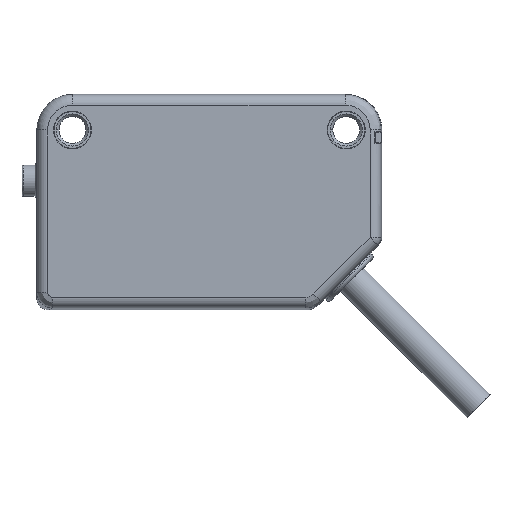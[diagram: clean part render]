
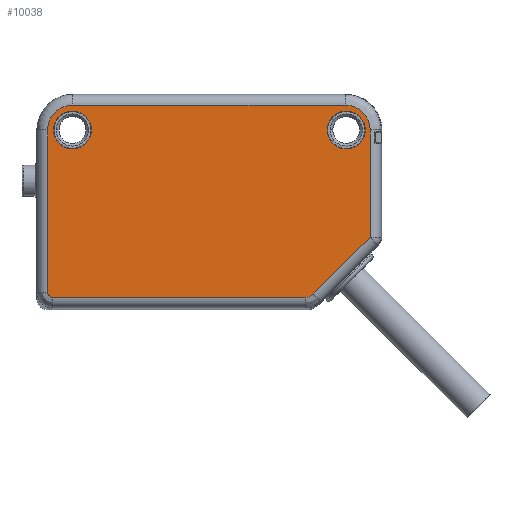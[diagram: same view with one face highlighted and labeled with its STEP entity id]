
A CAD part, left-side view. The second image highlights one B-rep face of the part: STEP entity #10038.
In plain terms, the highlighted planar face has unit normal (-1, 0, 0).
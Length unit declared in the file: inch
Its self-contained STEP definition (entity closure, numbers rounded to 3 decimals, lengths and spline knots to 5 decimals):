
#1=DIRECTION('',(0.,-0.707,0.707));
#2=VECTOR('',#1,0.29317);
#3=CARTESIAN_POINT('',(-0.23622,-0.37981,
-0.33524));
#4=LINE('',#3,#2);
#5=CARTESIAN_POINT('',(-0.23622,-0.35197,
-0.34677));
#6=CARTESIAN_POINT('',(-0.23622,-0.35344,
-0.34677));
#7=CARTESIAN_POINT('',(-0.23622,-0.35636,
-0.3466));
#8=CARTESIAN_POINT('',(-0.23622,-0.36072,
-0.34587));
#9=CARTESIAN_POINT('',(-0.23622,-0.36499,
-0.34464));
#10=CARTESIAN_POINT('',(-0.23622,-0.3691,
-0.34294));
#11=CARTESIAN_POINT('',(-0.23622,-0.37298,
-0.34079));
#12=CARTESIAN_POINT('',(-0.23622,-0.37659,
-0.33822));
#13=CARTESIAN_POINT('',(-0.23622,-0.37877,
-0.33627));
#14=CARTESIAN_POINT('',(-0.23622,-0.37981,
-0.33524));
#16=DIRECTION('',(0.,-1.,0.));
#17=VECTOR('',#16,0.92445);
#18=CARTESIAN_POINT('',(-0.23622,0.57248,
-0.34677));
#19=LINE('',#18,#17);
#20=CARTESIAN_POINT('',(-0.23622,0.59055,
-0.32868));
#21=CARTESIAN_POINT('',(-0.23622,0.59055,
-0.32953));
#22=CARTESIAN_POINT('',(-0.23622,0.59043,
-0.33124));
#23=CARTESIAN_POINT('',(-0.23622,0.58988,
-0.33378));
#24=CARTESIAN_POINT('',(-0.23622,0.58898,
-0.33621));
#25=CARTESIAN_POINT('',(-0.23622,0.58774,
-0.33849));
#26=CARTESIAN_POINT('',(-0.23622,0.58619,
-0.34057));
#27=CARTESIAN_POINT('',(-0.23622,0.58435,
-0.3424));
#28=CARTESIAN_POINT('',(-0.23622,0.58228,
-0.34395));
#29=CARTESIAN_POINT('',(-0.23622,0.58001,
-0.34519));
#30=CARTESIAN_POINT('',(-0.23622,0.57757,
-0.3461));
#31=CARTESIAN_POINT('',(-0.23622,0.57503,
-0.34665));
#32=CARTESIAN_POINT('',(-0.23622,0.57333,
-0.34677));
#33=CARTESIAN_POINT('',(-0.23622,0.57248,
-0.34677));
#35=CARTESIAN_POINT('',(-0.23622,0.5,0.26378));
#36=DIRECTION('',(-1.,0.,0.));
#37=DIRECTION('',(0.,0.,1.));
#38=AXIS2_PLACEMENT_3D('',#35,#36,#37);
#40=DIRECTION('',(0.,1.,0.));
#41=VECTOR('',#40,0.99654);
#42=CARTESIAN_POINT('',(-0.23622,-0.49654,
0.35433));
#43=LINE('',#42,#41);
#44=CARTESIAN_POINT('',(-0.23622,-0.58711,
0.26378));
#45=CARTESIAN_POINT('',(-0.23622,-0.58711,
0.26692));
#46=CARTESIAN_POINT('',(-0.23622,-0.58678,
0.27318));
#47=CARTESIAN_POINT('',(-0.23622,-0.58531,
0.28256));
#48=CARTESIAN_POINT('',(-0.23622,-0.58285,
0.29175));
#49=CARTESIAN_POINT('',(-0.23622,-0.57945,
0.30063));
#50=CARTESIAN_POINT('',(-0.23622,-0.57514,
0.3091));
#51=CARTESIAN_POINT('',(-0.23622,-0.56996,
0.31708));
#52=CARTESIAN_POINT('',(-0.23622,-0.56397,
0.32448));
#53=CARTESIAN_POINT('',(-0.23622,-0.55725,
0.3312));
#54=CARTESIAN_POINT('',(-0.23622,-0.54985,
0.33719));
#55=CARTESIAN_POINT('',(-0.23622,-0.54187,
0.34236));
#56=CARTESIAN_POINT('',(-0.23622,-0.5334,
0.34667));
#57=CARTESIAN_POINT('',(-0.23622,-0.52452,
0.35008));
#58=CARTESIAN_POINT('',(-0.23622,-0.51533,
0.35253));
#59=CARTESIAN_POINT('',(-0.23622,-0.50594,
0.35401));
#60=CARTESIAN_POINT('',(-0.23622,-0.49968,
0.35433));
#61=CARTESIAN_POINT('',(-0.23622,-0.49654,
0.35433));
#63=CARTESIAN_POINT('',(-0.23622,0.5,0.26378));
#64=DIRECTION('',(1.,0.,0.));
#65=DIRECTION('',(0.,0.,-1.));
#66=AXIS2_PLACEMENT_3D('',#63,#64,#65);
#68=CARTESIAN_POINT('',(-0.23622,0.5,0.26378));
#69=DIRECTION('',(1.,0.,0.));
#70=DIRECTION('',(0.,0.,1.));
#71=AXIS2_PLACEMENT_3D('',#68,#69,#70);
#73=CARTESIAN_POINT('',(-0.23622,-0.5,0.26378));
#74=DIRECTION('',(1.,0.,0.));
#75=DIRECTION('',(0.,0.,-1.));
#76=AXIS2_PLACEMENT_3D('',#73,#74,#75);
#78=CARTESIAN_POINT('',(-0.23622,-0.5,0.26378));
#79=DIRECTION('',(1.,0.,0.));
#80=DIRECTION('',(0.,0.,1.));
#81=AXIS2_PLACEMENT_3D('',#78,#79,#80);
#87=DIRECTION('',(0.,0.,1.));
#88=VECTOR('',#87,0.39172);
#89=CARTESIAN_POINT('',(-0.23622,-0.58711,
-0.12794));
#90=LINE('',#89,#88);
#339=DIRECTION('',(0.,0.,-1.));
#340=VECTOR('',#339,0.59246);
#341=CARTESIAN_POINT('',(-0.23622,0.59055,
0.26378));
#342=LINE('',#341,#340);
#8711=VERTEX_POINT('',#44);
#8712=VERTEX_POINT('',#61);
#8715=CARTESIAN_POINT('',(-0.23622,0.5,0.35433));
#8716=VERTEX_POINT('',#8715);
#9185=CARTESIAN_POINT('',(-0.23622,-0.5,0.33307));
#9186=CARTESIAN_POINT('',(-0.23622,-0.5,0.19449));
#9187=VERTEX_POINT('',#9185);
#9188=VERTEX_POINT('',#9186);
#9189=CARTESIAN_POINT('',(-0.23622,0.5,0.33307));
#9190=CARTESIAN_POINT('',(-0.23622,0.5,0.19449));
#9191=VERTEX_POINT('',#9189);
#9192=VERTEX_POINT('',#9190);
#9212=CARTESIAN_POINT('',(-0.23622,0.59055,
0.26378));
#9213=VERTEX_POINT('',#9212);
#9603=CARTESIAN_POINT('',(-0.23622,-0.58711,
-0.12794));
#9605=VERTEX_POINT('',#9603);
#9786=CARTESIAN_POINT('',(-0.23622,-0.37981,
-0.33524));
#9787=VERTEX_POINT('',#9786);
#9792=VERTEX_POINT('',#20);
#9793=VERTEX_POINT('',#33);
#9796=CARTESIAN_POINT('',(-0.23622,-0.35197,
-0.34677));
#9797=VERTEX_POINT('',#9796);
#10001=CARTESIAN_POINT('',(-0.23622,0.,0.));
#10002=DIRECTION('',(1.,0.,0.));
#10003=DIRECTION('',(0.,0.,-1.));
#10004=AXIS2_PLACEMENT_3D('',#10001,#10002,#10003);
#10005=PLANE('',#10004);
#10007=ORIENTED_EDGE('',*,*,#10006,.F.);
#10009=ORIENTED_EDGE('',*,*,#10008,.F.);
#10011=ORIENTED_EDGE('',*,*,#10010,.F.);
#10013=ORIENTED_EDGE('',*,*,#10012,.F.);
#10015=ORIENTED_EDGE('',*,*,#10014,.F.);
#10017=ORIENTED_EDGE('',*,*,#10016,.F.);
#10019=ORIENTED_EDGE('',*,*,#10018,.F.);
#10021=ORIENTED_EDGE('',*,*,#10020,.F.);
#10023=ORIENTED_EDGE('',*,*,#10022,.F.);
#10024=EDGE_LOOP('',(#10007,#10009,#10011,#10013,#10015,#10017,#10019,#10021,
#10023));
#10025=FACE_OUTER_BOUND('',#10024,.F.);
#10027=ORIENTED_EDGE('',*,*,#10026,.F.);
#10029=ORIENTED_EDGE('',*,*,#10028,.F.);
#10030=EDGE_LOOP('',(#10027,#10029));
#10031=FACE_BOUND('',#10030,.F.);
#10033=ORIENTED_EDGE('',*,*,#10032,.F.);
#10035=ORIENTED_EDGE('',*,*,#10034,.F.);
#10036=EDGE_LOOP('',(#10033,#10035));
#10037=FACE_BOUND('',#10036,.F.);
#10038=ADVANCED_FACE('',(#10025,#10031,#10037),#10005,.F.);
#15=B_SPLINE_CURVE_WITH_KNOTS('',3,(#5,#6,#7,#8,#9,#10,#11,#12,#13,#14),
.UNSPECIFIED.,.F.,.F.,(4,1,1,1,1,1,1,4),(0.,0.14286,
0.28571,0.42857,0.57143,0.71429,
0.85714,1.),.UNSPECIFIED.);
#34=B_SPLINE_CURVE_WITH_KNOTS('',3,(#20,#21,#22,#23,#24,#25,#26,#27,#28,#29,#30,
#31,#32,#33),.UNSPECIFIED.,.F.,.F.,(4,1,1,1,1,1,1,1,1,1,1,4),(0.,
0.09091,0.18182,0.27273,0.36364,
0.45455,0.54545,0.63636,0.72727,
0.81818,0.90909,1.),.UNSPECIFIED.);
#39=CIRCLE('',#38,0.09055);
#62=B_SPLINE_CURVE_WITH_KNOTS('',3,(#44,#45,#46,#47,#48,#49,#50,#51,#52,#53,#54,
#55,#56,#57,#58,#59,#60,#61),.UNSPECIFIED.,.F.,.F.,(4,1,1,1,1,1,1,1,1,1,1,1,1,1,
1,4),(0.,0.06667,0.13333,0.2,0.26667,
0.33333,0.4,0.46667,0.53333,0.6,
0.66667,0.73333,0.8,0.86667,0.93333,
1.),.UNSPECIFIED.);
#67=CIRCLE('',#66,0.06929);
#72=CIRCLE('',#71,0.06929);
#77=CIRCLE('',#76,0.06929);
#82=CIRCLE('',#81,0.06929);
#10006=EDGE_CURVE('',#9605,#8711,#90,.T.);
#10008=EDGE_CURVE('',#9787,#9605,#4,.T.);
#10010=EDGE_CURVE('',#9797,#9787,#15,.T.);
#10012=EDGE_CURVE('',#9793,#9797,#19,.T.);
#10014=EDGE_CURVE('',#9792,#9793,#34,.T.);
#10016=EDGE_CURVE('',#9213,#9792,#342,.T.);
#10018=EDGE_CURVE('',#8716,#9213,#39,.T.);
#10020=EDGE_CURVE('',#8712,#8716,#43,.T.);
#10022=EDGE_CURVE('',#8711,#8712,#62,.T.);
#10026=EDGE_CURVE('',#9192,#9191,#67,.T.);
#10028=EDGE_CURVE('',#9191,#9192,#72,.T.);
#10032=EDGE_CURVE('',#9188,#9187,#77,.T.);
#10034=EDGE_CURVE('',#9187,#9188,#82,.T.);
